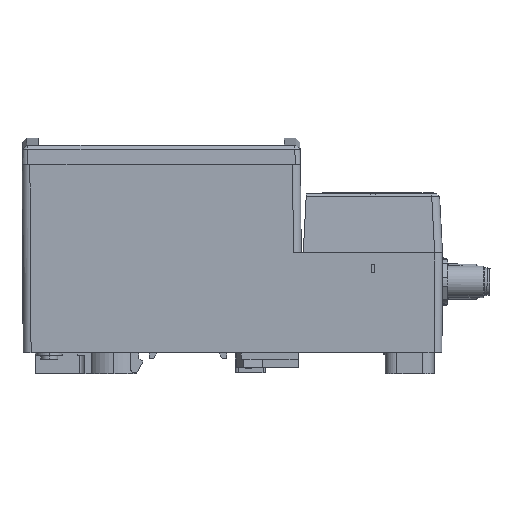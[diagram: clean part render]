
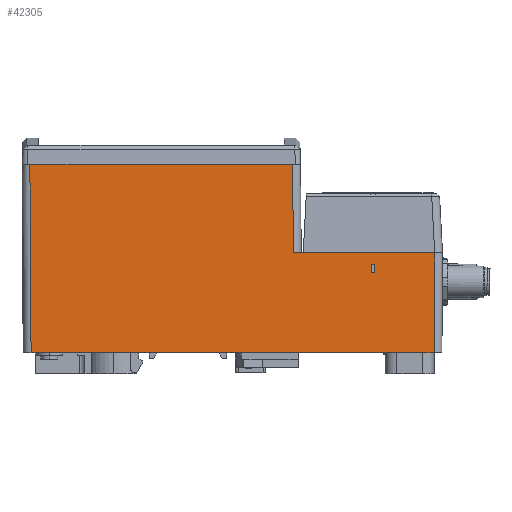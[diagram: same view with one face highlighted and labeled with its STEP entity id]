
A CAD part, left-side view. The second image highlights one B-rep face of the part: STEP entity #42305.
In plain terms, the highlighted planar face has unit normal (-1, 0, -0.006).
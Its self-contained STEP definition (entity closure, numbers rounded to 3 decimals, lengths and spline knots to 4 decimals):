
#2882=DIRECTION('',(0.,1.,0.));
#2883=VECTOR('',#2882,3.937);
#2884=CARTESIAN_POINT('',(-3.2677,-1.9685,
0.));
#2885=LINE('',#2884,#2883);
#2902=DIRECTION('',(0.006,-0.006,-1.));
#2903=VECTOR('',#2902,1.3189);
#2904=CARTESIAN_POINT('',(-3.2677,-1.9685,
0.));
#2905=LINE('',#2904,#2903);
#2906=DIRECTION('',(0.006,0.006,-1.));
#2907=VECTOR('',#2906,1.4961);
#2908=CARTESIAN_POINT('',(-3.2594,-4.0945,
-1.3189));
#2909=LINE('',#2908,#2907);
#2910=DIRECTION('',(0.,1.,0.));
#2911=VECTOR('',#2910,6.0359);
#2912=CARTESIAN_POINT('',(-3.25,-4.0851,
-2.815));
#2913=LINE('',#2912,#2911);
#2914=DIRECTION('',(-0.006,0.006,1.));
#2915=VECTOR('',#2914,2.8151);
#2916=CARTESIAN_POINT('',(-3.25,1.9508,-2.815));
#2917=LINE('',#2916,#2915);
#3548=DIRECTION('',(0.,1.,0.));
#3549=VECTOR('',#3548,2.1177);
#3550=CARTESIAN_POINT('',(-3.2594,-4.0945,
-1.3189));
#3551=LINE('',#3550,#3549);
#18596=DIRECTION('',(-0.006,0.,1.));
#18597=VECTOR('',#18596,0.1181);
#18598=CARTESIAN_POINT('',(-3.2576,-3.1417,-1.6142));
#18599=LINE('',#18598,#18597);
#18616=DIRECTION('',(0.006,0.,-1.));
#18617=VECTOR('',#18616,0.1181);
#18618=CARTESIAN_POINT('',(-3.2583,-3.1969,-1.4961));
#18619=LINE('',#18618,#18617);
#18632=DIRECTION('',(0.,-1.,0.));
#18633=VECTOR('',#18632,0.0551);
#18634=CARTESIAN_POINT('',(-3.2583,-3.1417,-1.4961));
#18635=LINE('',#18634,#18633);
#18652=DIRECTION('',(0.,1.,0.));
#18653=VECTOR('',#18652,0.0551);
#18654=CARTESIAN_POINT('',(-3.2576,-3.1969,-1.6142));
#18655=LINE('',#18654,#18653);
#32706=CARTESIAN_POINT('',(-3.2677,-1.9685,
0.));
#32707=CARTESIAN_POINT('',(-3.2677,1.9685,
0.));
#32708=VERTEX_POINT('',#32706);
#32709=VERTEX_POINT('',#32707);
#32714=CARTESIAN_POINT('',(-3.2594,-1.9768,-1.3189));
#32715=VERTEX_POINT('',#32714);
#32716=CARTESIAN_POINT('',(-3.2594,-4.0945,
-1.3189));
#32717=VERTEX_POINT('',#32716);
#32718=CARTESIAN_POINT('',(-3.25,-4.0851,
-2.815));
#32719=VERTEX_POINT('',#32718);
#32720=CARTESIAN_POINT('',(-3.25,1.9508,-2.815));
#32721=VERTEX_POINT('',#32720);
#32722=CARTESIAN_POINT('',(-3.2583,-3.1969,-1.4961));
#32723=CARTESIAN_POINT('',(-3.2576,-3.1969,-1.6142));
#32724=VERTEX_POINT('',#32722);
#32725=VERTEX_POINT('',#32723);
#32726=CARTESIAN_POINT('',(-3.2583,-3.1417,-1.4961));
#32727=VERTEX_POINT('',#32726);
#32728=CARTESIAN_POINT('',(-3.2576,-3.1417,-1.6142));
#32729=VERTEX_POINT('',#32728);
#42277=CARTESIAN_POINT('',(-3.2677,-2.0866,0.));
#42278=DIRECTION('',(-1.,0.,-0.006));
#42279=DIRECTION('',(-0.004,-0.705,0.709));
#42280=AXIS2_PLACEMENT_3D('',#42277,#42278,#42279);
#42281=PLANE('',#42280);
#42283=ORIENTED_EDGE('',*,*,#42282,.T.);
#42285=ORIENTED_EDGE('',*,*,#42284,.F.);
#42287=ORIENTED_EDGE('',*,*,#42286,.T.);
#42289=ORIENTED_EDGE('',*,*,#42288,.T.);
#42291=ORIENTED_EDGE('',*,*,#42290,.T.);
#42292=ORIENTED_EDGE('',*,*,#42263,.F.);
#42293=EDGE_LOOP('',(#42283,#42285,#42287,#42289,#42291,#42292));
#42294=FACE_OUTER_BOUND('',#42293,.F.);
#42296=ORIENTED_EDGE('',*,*,#42295,.F.);
#42298=ORIENTED_EDGE('',*,*,#42297,.F.);
#42300=ORIENTED_EDGE('',*,*,#42299,.F.);
#42302=ORIENTED_EDGE('',*,*,#42301,.F.);
#42303=EDGE_LOOP('',(#42296,#42298,#42300,#42302));
#42304=FACE_BOUND('',#42303,.F.);
#42263=EDGE_CURVE('',#32708,#32709,#2885,.T.);
#42282=EDGE_CURVE('',#32708,#32715,#2905,.T.);
#42284=EDGE_CURVE('',#32717,#32715,#3551,.T.);
#42286=EDGE_CURVE('',#32717,#32719,#2909,.T.);
#42288=EDGE_CURVE('',#32719,#32721,#2913,.T.);
#42290=EDGE_CURVE('',#32721,#32709,#2917,.T.);
#42295=EDGE_CURVE('',#32724,#32725,#18619,.T.);
#42297=EDGE_CURVE('',#32727,#32724,#18635,.T.);
#42299=EDGE_CURVE('',#32729,#32727,#18599,.T.);
#42301=EDGE_CURVE('',#32725,#32729,#18655,.T.);
#42305=ADVANCED_FACE('',(#42294,#42304),#42281,.T.);
